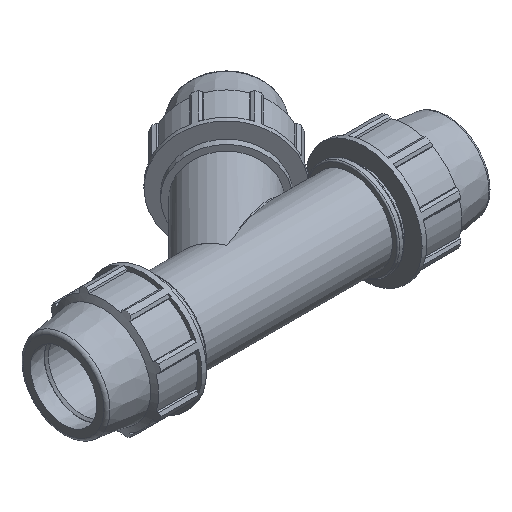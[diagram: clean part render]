
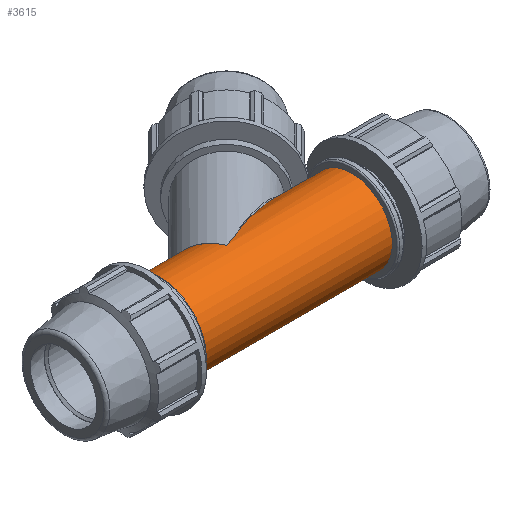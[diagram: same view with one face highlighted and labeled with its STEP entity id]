
A CAD part, isometric view. The second image highlights one B-rep face of the part: STEP entity #3615.
In plain terms, the highlighted cylindrical face has radius 46.2 mm (diameter 92.4 mm), a full revolution.
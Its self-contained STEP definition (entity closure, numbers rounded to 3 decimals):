
#36=ELLIPSE('',#3897,124.08,46.2);
#38=ELLIPSE('',#3899,50.248,46.2);
#49=FACE_BOUND('',#507,.T.);
#50=FACE_BOUND('',#508,.T.);
#114=CYLINDRICAL_SURFACE('',#3908,46.2);
#300=FACE_OUTER_BOUND('',#506,.T.);
#506=EDGE_LOOP('',(#2737));
#507=EDGE_LOOP('',(#2738,#2739));
#508=EDGE_LOOP('',(#2740));
#725=CIRCLE('',#3909,46.2);
#726=CIRCLE('',#3910,46.2);
#1621=VERTEX_POINT('',#5941);
#1622=VERTEX_POINT('',#5942);
#1627=VERTEX_POINT('',#5999);
#1628=VERTEX_POINT('',#6001);
#2060=EDGE_CURVE('',#1621,#1622,#36,.T.);
#2062=EDGE_CURVE('',#1622,#1621,#38,.T.);
#2068=EDGE_CURVE('',#1627,#1627,#725,.T.);
#2069=EDGE_CURVE('',#1628,#1628,#726,.T.);
#2737=ORIENTED_EDGE('',*,*,#2068,.F.);
#2738=ORIENTED_EDGE('',*,*,#2062,.F.);
#2739=ORIENTED_EDGE('',*,*,#2060,.F.);
#2740=ORIENTED_EDGE('',*,*,#2069,.T.);
#3615=ADVANCED_FACE('',(#300,#49,#50),#114,.T.);
#3897=AXIS2_PLACEMENT_3D('',#5943,#4686,#4687);
#3899=AXIS2_PLACEMENT_3D('',#5985,#4690,#4691);
#3908=AXIS2_PLACEMENT_3D('',#5998,#4708,#4709);
#3909=AXIS2_PLACEMENT_3D('',#6000,#4710,#4711);
#3910=AXIS2_PLACEMENT_3D('',#6002,#4712,#4713);
#4686=DIRECTION('center_axis',(-0.372,0.928,0.));
#4687=DIRECTION('ref_axis',(0.928,0.372,0.));
#4690=DIRECTION('center_axis',(0.919,0.393,0.));
#4691=DIRECTION('ref_axis',(-0.393,0.919,0.));
#4708=DIRECTION('center_axis',(1.,0.,0.));
#4709=DIRECTION('ref_axis',(0.,1.,0.));
#4710=DIRECTION('center_axis',(1.,0.,0.));
#4711=DIRECTION('ref_axis',(0.,0.,-1.));
#4712=DIRECTION('center_axis',(1.,0.,0.));
#4713=DIRECTION('ref_axis',(0.,0.,-1.));
#5941=CARTESIAN_POINT('',(-33.3,0.,46.2));
#5942=CARTESIAN_POINT('',(-33.3,0.,-46.2));
#5943=CARTESIAN_POINT('Origin',(-33.3,0.,0.));
#5985=CARTESIAN_POINT('Origin',(-33.3,0.,0.));
#5998=CARTESIAN_POINT('Origin',(54.013,0.,0.));
#5999=CARTESIAN_POINT('',(108.025,46.2,0.));
#6000=CARTESIAN_POINT('Origin',(108.025,0.,0.));
#6001=CARTESIAN_POINT('',(-108.025,46.2,0.));
#6002=CARTESIAN_POINT('Origin',(-108.025,0.,0.));
